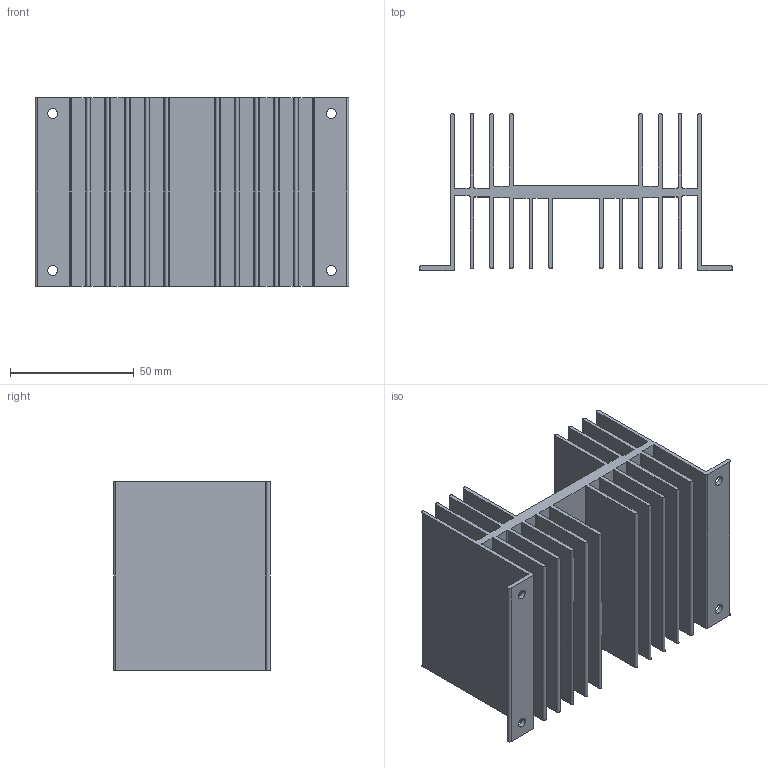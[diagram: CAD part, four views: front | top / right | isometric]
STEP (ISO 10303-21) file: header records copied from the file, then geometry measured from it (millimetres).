
FILE_DESCRIPTION (( 'STEP AP214' ), '1' );
FILE_NAME ('395-1AB HEATSINK 3X5X2.5 POWER-IGBT.step', '2017-12-04T14:19:00', ( '' ), ( '' ), 'SwSTEP 2.0', 'SolidWorks 2017', '' );
FILE_SCHEMA (( 'AUTOMOTIVE_DESIGN' ));
Length unit declared in the file: inch
Products named in the file (1): 395-1AB HEATSINK 3X5X2.5 POWER-IGBT
Bounding box: 127 x 63.5 x 76.2 mm (x, y, z)
Volume: 105367.5 mm3; surface area: 110457.7 mm2
Topology: 1 solids, 1 shells, 131 faces, 387 edges, 258 vertices
Faces by surface type: cylinder 69, plane 62
Entity records: 4475 total; most frequent: DIRECTION 789, CARTESIAN_POINT 777, ORIENTED_EDGE 774, EDGE_CURVE 387, AXIS2_PLACEMENT_3D 270, VERTEX_POINT 258, LINE 249, VECTOR 249
